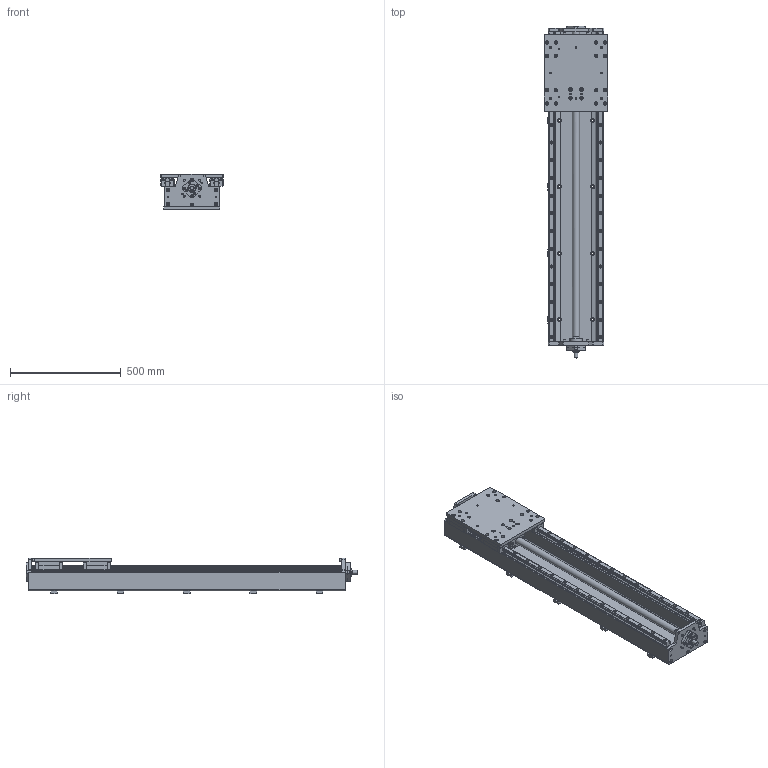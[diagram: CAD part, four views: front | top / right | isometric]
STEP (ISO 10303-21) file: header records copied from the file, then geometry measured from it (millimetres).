
FILE_DESCRIPTION((''),'2;1');
FILE_NAME('KK-HD-285-30-32XX-1400.stp','2009-03-22T20:45:23',('kurt'),(''),'Autodesk Inventor 2008','Autodesk Inventor 2008','');
FILE_SCHEMA(('AUTOMOTIVE_DESIGN { 1 0 10303 214 1 1 1 1 }'));
Length unit declared in the file: millimetre
Products named in the file (1): Part423
Bounding box: 285 x 1499 x 160 mm (x, y, z)
Volume: 20618357.5 mm3; surface area: 2139882.5 mm2
Topology: 1 solids, 13 shells, 2560 faces, 7164 edges, 4751 vertices
Faces by surface type: plane 1695, cylinder 481, bspline 247, cone 121, torus 16
Full cylindrical faces by diameter (mm): 2.459 x4, 3 x4, 3.5 x4, 4 x1, 4.917 x8, 5.5 x4, 6 x14, 6.6 x8, 6.647 x56, 8 x20, 8.376 x8, 9 x76, 10 x4, 10.106 x10, 11 x12, 14 x36, 15 x34, 17 x1, 18 x10, 19 x1, 20 x4, 23 x1, 25 x1, 26 x1, 28.64 x4, 29.082 x2, 32 x1, 33.45 x1, 37 x2, 38.36 x4
Entity records: 86526 total; most frequent: CARTESIAN_POINT 20383, ORIENTED_EDGE 13112, DIRECTION 12256, EDGE_CURVE 6556, VECTOR 4614, LINE 4614, VERTEX_POINT 4593, AXIS2_PLACEMENT_3D 3821
